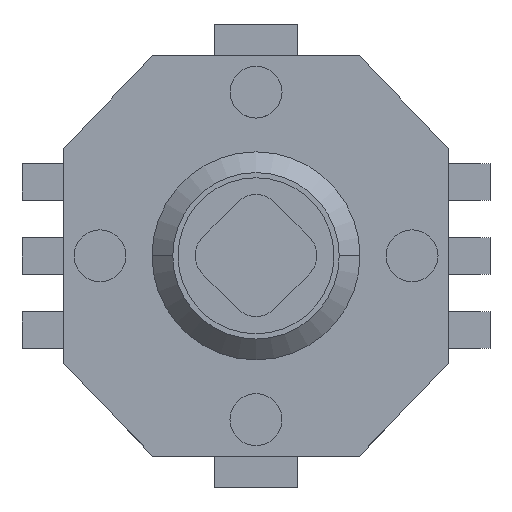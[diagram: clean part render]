
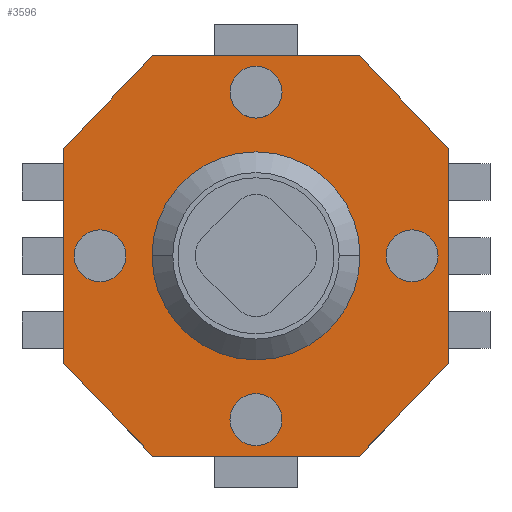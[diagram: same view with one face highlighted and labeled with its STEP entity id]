
A CAD part, top view. The second image highlights one B-rep face of the part: STEP entity #3596.
In plain terms, the highlighted planar face has unit normal (0, 0, 1).
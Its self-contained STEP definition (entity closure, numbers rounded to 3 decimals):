
#3238=CARTESIAN_POINT('',(3.7,2.067,1.6));
#3239=VERTEX_POINT('',#3238);
#3246=CARTESIAN_POINT('',(3.7,-2.067,1.6));
#3247=VERTEX_POINT('',#3246);
#3248=CARTESIAN_POINT('',(3.7,2.067,1.6));
#3249=DIRECTION('',(0.0,-1.0,0.0));
#3250=VECTOR('',#3249,4.134);
#3251=LINE('',#3248,#3250);
#3252=EDGE_CURVE('',#3239,#3247,#3251,.T.);
#3405=CARTESIAN_POINT('',(1.986,-3.85,1.6));
#3406=VERTEX_POINT('',#3405);
#3407=CARTESIAN_POINT('',(3.7,-2.067,1.6));
#3408=DIRECTION('',(-0.693,-0.721,0.0));
#3409=VECTOR('',#3408,2.473);
#3410=LINE('',#3407,#3409);
#3411=EDGE_CURVE('',#3247,#3406,#3410,.T.);
#3432=CARTESIAN_POINT('',(-1.986,-3.85,1.6));
#3433=VERTEX_POINT('',#3432);
#3434=CARTESIAN_POINT('',(1.986,-3.85,1.6));
#3435=DIRECTION('',(-1.0,0.0,0.0));
#3436=VECTOR('',#3435,3.973);
#3437=LINE('',#3434,#3436);
#3438=EDGE_CURVE('',#3406,#3433,#3437,.T.);
#3457=CARTESIAN_POINT('',(-3.7,-2.067,1.6));
#3458=VERTEX_POINT('',#3457);
#3459=CARTESIAN_POINT('',(-1.986,-3.85,1.6));
#3460=DIRECTION('',(-0.693,0.721,0.0));
#3461=VECTOR('',#3460,2.473);
#3462=LINE('',#3459,#3461);
#3463=EDGE_CURVE('',#3433,#3458,#3462,.T.);
#3488=CARTESIAN_POINT('',(-3.7,2.067,1.6));
#3489=VERTEX_POINT('',#3488);
#3490=CARTESIAN_POINT('',(-3.7,-2.067,1.6));
#3491=DIRECTION('',(0.0,1.0,0.0));
#3492=VECTOR('',#3491,4.134);
#3493=LINE('',#3490,#3492);
#3494=EDGE_CURVE('',#3458,#3489,#3493,.T.);
#3517=CARTESIAN_POINT('',(-1.986,3.85,1.6));
#3518=VERTEX_POINT('',#3517);
#3519=CARTESIAN_POINT('',(-3.7,2.067,1.6));
#3520=DIRECTION('',(0.693,0.721,0.0));
#3521=VECTOR('',#3520,2.473);
#3522=LINE('',#3519,#3521);
#3523=EDGE_CURVE('',#3489,#3518,#3522,.T.);
#3544=CARTESIAN_POINT('',(1.986,3.85,1.6));
#3545=VERTEX_POINT('',#3544);
#3546=CARTESIAN_POINT('',(-1.986,3.85,1.6));
#3547=DIRECTION('',(1.0,0.0,0.0));
#3548=VECTOR('',#3547,3.973);
#3549=LINE('',#3546,#3548);
#3550=EDGE_CURVE('',#3518,#3545,#3549,.T.);
#3569=CARTESIAN_POINT('',(1.986,3.85,1.6));
#3570=DIRECTION('',(0.693,-0.721,0.0));
#3571=VECTOR('',#3570,2.473);
#3572=LINE('',#3569,#3571);
#3573=EDGE_CURVE('',#3545,#3239,#3572,.T.);
#3581=CARTESIAN_POINT('',(0.,0.,1.6));
#3582=DIRECTION('',(0.0,0.0,1.0));
#3583=DIRECTION('',(1.0,0.0,0.0));
#3584=AXIS2_PLACEMENT_3D('',#3581,#3582,#3583);
#3585=PLANE('',#3584);
#3586=ORIENTED_EDGE('',*,*,#3411,.F.);
#3587=ORIENTED_EDGE('',*,*,#3252,.F.);
#3588=ORIENTED_EDGE('',*,*,#3573,.F.);
#3589=ORIENTED_EDGE('',*,*,#3550,.F.);
#3590=ORIENTED_EDGE('',*,*,#3523,.F.);
#3591=ORIENTED_EDGE('',*,*,#3494,.F.);
#3592=ORIENTED_EDGE('',*,*,#3463,.F.);
#3593=ORIENTED_EDGE('',*,*,#3438,.F.);
#3594=EDGE_LOOP('',(#3586,#3587,#3588,#3589,#3590,#3591,#3592,#3593));
#3595=FACE_OUTER_BOUND('',#3594,.T.);
#3596=ADVANCED_FACE('',(#3595),#3585,.T.);
